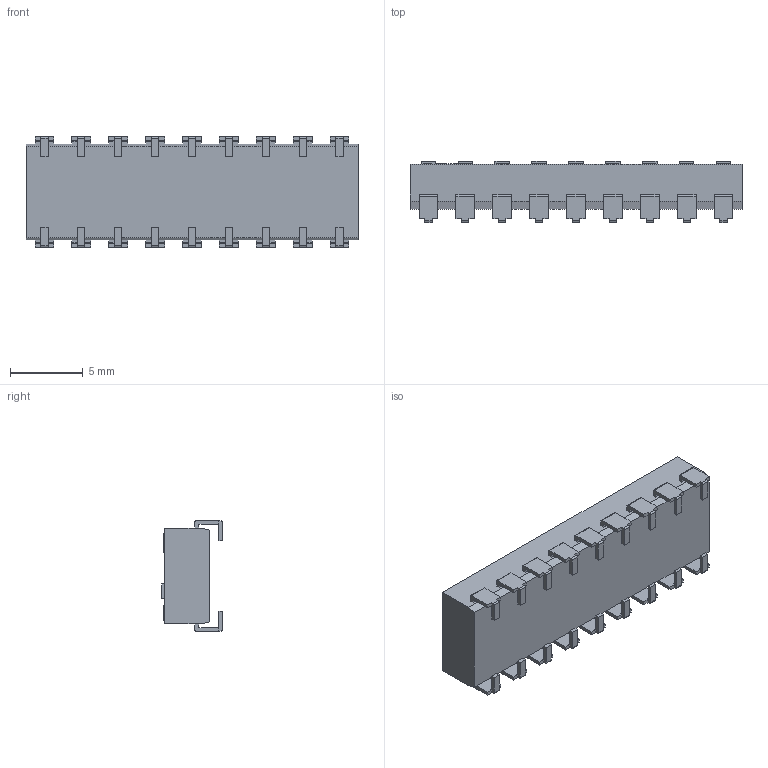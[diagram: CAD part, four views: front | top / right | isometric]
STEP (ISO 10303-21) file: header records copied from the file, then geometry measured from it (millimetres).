
FILE_DESCRIPTION (( 'STEP AP214' ), '1' );
FILE_NAME ('User Library-DIP-Schalter SMD 9polig RM2,54.STEP', '2019-08-07T10:39:17', ( '' ), ( '' ), 'SwSTEP 2.0', 'SolidWorks 2019', '' );
FILE_SCHEMA (( 'AUTOMOTIVE_DESIGN' ));
Length unit declared in the file: millimetre
Products named in the file (1): User Library-DIP-Schalter SMD 9polig RM2,54
Bounding box: 22.86 x 4.2 x 7.62 mm (x, y, z)
Volume: 468.7 mm3; surface area: 678.6 mm2
Topology: 1 solids, 1 shells, 558 faces, 1509 edges, 1006 vertices
Faces by surface type: plane 399, bspline 87, cylinder 72
Entity records: 27907 total; most frequent: CARTESIAN_POINT 8121, ORIENTED_EDGE 3018, DIRECTION 2423, EDGE_CURVE 1509, VECTOR 1191, LINE 1191, VERTEX_POINT 1006, AXIS2_PLACEMENT_3D 616
